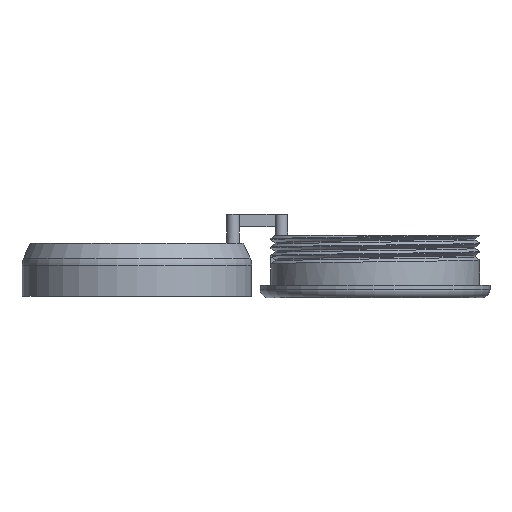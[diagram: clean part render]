
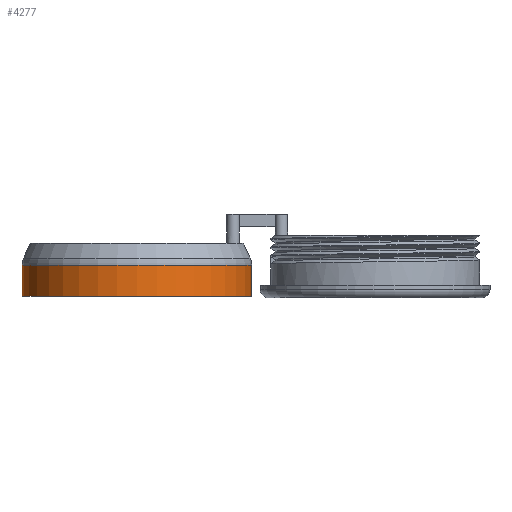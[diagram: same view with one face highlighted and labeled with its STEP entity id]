
A CAD part, left-side view. The second image highlights one B-rep face of the part: STEP entity #4277.
In plain terms, the highlighted cylindrical face has radius 13.75 mm (diameter 27.5 mm), a full revolution.
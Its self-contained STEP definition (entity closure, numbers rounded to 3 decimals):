
#357=CIRCLE('',#4682,13.75);
#359=CIRCLE('',#4686,13.75);
#706=FACE_OUTER_BOUND('',#979,.T.);
#979=EDGE_LOOP('',(#3875,#3876,#3877,#3878));
#1331=LINE('',#12660,#1598);
#1598=VECTOR('',#5716,13.75);
#2015=VERTEX_POINT('',#12651);
#2017=VERTEX_POINT('',#12659);
#2641=EDGE_CURVE('',#2015,#2015,#357,.T.);
#2644=EDGE_CURVE('',#2015,#2017,#1331,.T.);
#2645=EDGE_CURVE('',#2017,#2017,#359,.T.);
#3875=ORIENTED_EDGE('',*,*,#2641,.T.);
#3876=ORIENTED_EDGE('',*,*,#2644,.T.);
#3877=ORIENTED_EDGE('',*,*,#2645,.F.);
#3878=ORIENTED_EDGE('',*,*,#2644,.F.);
#4048=CYLINDRICAL_SURFACE('',#4685,13.75);
#4277=ADVANCED_FACE('',(#706),#4048,.T.);
#4682=AXIS2_PLACEMENT_3D('',#12653,#5707,#5708);
#4685=AXIS2_PLACEMENT_3D('',#12658,#5714,#5715);
#4686=AXIS2_PLACEMENT_3D('',#12661,#5717,#5718);
#5707=DIRECTION('center_axis',(0.,0.,-1.));
#5708=DIRECTION('ref_axis',(0.,1.,0.));
#5714=DIRECTION('center_axis',(0.,0.,1.));
#5715=DIRECTION('ref_axis',(0.,1.,0.));
#5716=DIRECTION('',(0.,0.,-1.));
#5717=DIRECTION('center_axis',(0.,0.,-1.));
#5718=DIRECTION('ref_axis',(0.,-1.,0.));
#12651=CARTESIAN_POINT('',(0.,0.,4.162));
#12653=CARTESIAN_POINT('Origin',(0.,13.75,4.162));
#12658=CARTESIAN_POINT('Origin',(0.,13.75,-2.75));
#12659=CARTESIAN_POINT('',(0.,0.,0.45));
#12660=CARTESIAN_POINT('',(0.,0.,-2.75));
#12661=CARTESIAN_POINT('Origin',(0.,13.75,0.45));
